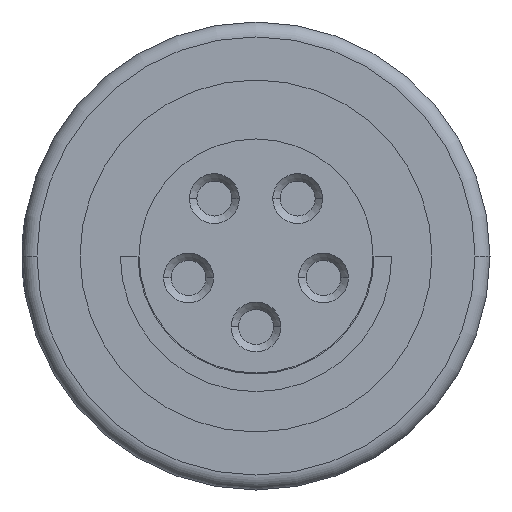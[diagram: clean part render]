
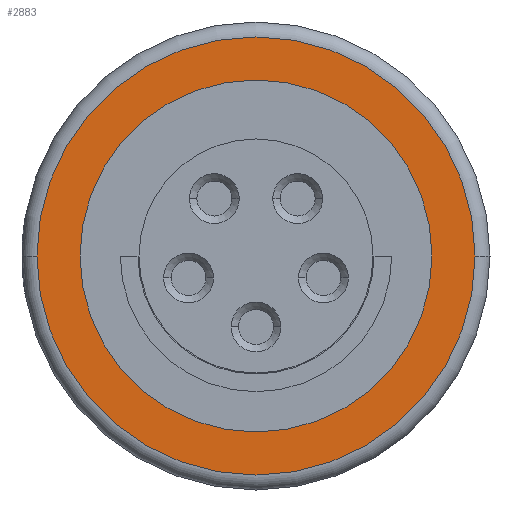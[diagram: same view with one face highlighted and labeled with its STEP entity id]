
A CAD part, left-side view. The second image highlights one B-rep face of the part: STEP entity #2883.
In plain terms, the highlighted planar face has unit normal (-1, 0, 0).
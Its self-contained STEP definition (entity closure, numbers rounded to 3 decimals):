
#127=CARTESIAN_POINT('',(-10.3,0.,0.));
#128=DIRECTION('',(-1.,0.,0.));
#129=DIRECTION('',(0.,1.,0.));
#130=AXIS2_PLACEMENT_3D('',#127,#128,#129);
#135=CARTESIAN_POINT('',(-10.3,0.,0.));
#136=DIRECTION('',(1.,0.,0.));
#137=DIRECTION('',(0.,1.,0.));
#138=AXIS2_PLACEMENT_3D('',#135,#136,#137);
#143=CARTESIAN_POINT('',(-10.3,0.,0.));
#144=DIRECTION('',(-1.,0.,0.));
#145=DIRECTION('',(0.,-1.,0.));
#146=AXIS2_PLACEMENT_3D('',#143,#144,#145);
#151=CARTESIAN_POINT('',(-10.3,0.,0.));
#152=DIRECTION('',(-1.,0.,0.));
#153=DIRECTION('',(0.,1.,0.));
#154=AXIS2_PLACEMENT_3D('',#151,#152,#153);
#2688=CARTESIAN_POINT('',(-10.3,3.535,0.));
#2690=VERTEX_POINT('',#2688);
#2696=CARTESIAN_POINT('',(-10.3,-3.535,0.));
#2698=VERTEX_POINT('',#2696);
#2724=CARTESIAN_POINT('',(-10.3,-4.4,0.));
#2725=CARTESIAN_POINT('',(-10.3,4.4,0.));
#2726=VERTEX_POINT('',#2724);
#2727=VERTEX_POINT('',#2725);
#2868=CARTESIAN_POINT('',(-10.3,0.,0.));
#2869=DIRECTION('',(1.,0.,0.));
#2870=DIRECTION('',(0.,-1.,0.));
#2871=AXIS2_PLACEMENT_3D('',#2868,#2869,#2870);
#2872=PLANE('',#2871);
#2874=ORIENTED_EDGE('',*,*,#2873,.F.);
#2876=ORIENTED_EDGE('',*,*,#2875,.F.);
#2877=EDGE_LOOP('',(#2874,#2876));
#2878=FACE_OUTER_BOUND('',#2877,.F.);
#2879=ORIENTED_EDGE('',*,*,#2861,.F.);
#2880=ORIENTED_EDGE('',*,*,#2850,.T.);
#2881=EDGE_LOOP('',(#2879,#2880));
#2882=FACE_BOUND('',#2881,.F.);
#131=CIRCLE('',#130,3.535);
#139=CIRCLE('',#138,3.535);
#147=CIRCLE('',#146,4.4);
#155=CIRCLE('',#154,4.4);
#2850=EDGE_CURVE('',#2690,#2698,#131,.T.);
#2861=EDGE_CURVE('',#2690,#2698,#139,.T.);
#2873=EDGE_CURVE('',#2726,#2727,#147,.T.);
#2875=EDGE_CURVE('',#2727,#2726,#155,.T.);
#2883=ADVANCED_FACE('',(#2878,#2882),#2872,.F.);
